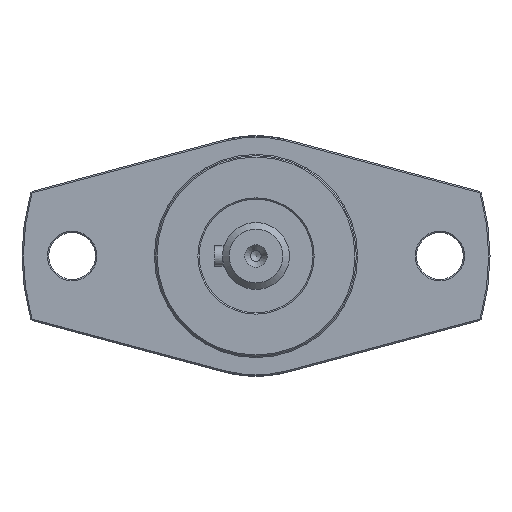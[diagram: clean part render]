
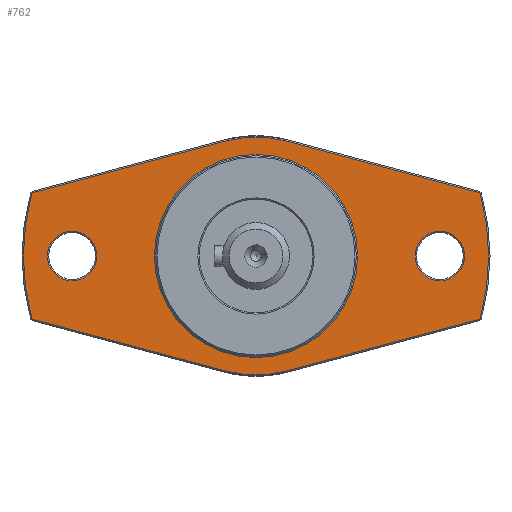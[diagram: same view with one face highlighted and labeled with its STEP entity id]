
A CAD part, left-side view. The second image highlights one B-rep face of the part: STEP entity #762.
In plain terms, the highlighted planar face has unit normal (-1, 0, 0).
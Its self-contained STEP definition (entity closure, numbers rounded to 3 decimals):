
#650=CARTESIAN_POINT('',(26.5,-27.5,3.7));
#651=VERTEX_POINT('',#650);
#652=CARTESIAN_POINT('',(26.5,-27.5,0.0));
#653=DIRECTION('',(-1.0,0.0,0.0));
#654=DIRECTION('',(0.0,0.0,-1.0));
#655=AXIS2_PLACEMENT_3D('',#652,#653,#654);
#656=CIRCLE('',#655,3.7);
#657=EDGE_CURVE('',#651,#651,#656,.T.);
#662=CARTESIAN_POINT('',(26.5,25.,0.0));
#663=DIRECTION('',(-1.0,0.0,0.0));
#664=DIRECTION('',(0.0,0.0,1.0));
#665=AXIS2_PLACEMENT_3D('',#662,#663,#664);
#666=PLANE('',#665);
#667=CARTESIAN_POINT('',(26.5,-4.607,17.193));
#668=VERTEX_POINT('',#667);
#669=CARTESIAN_POINT('',(26.5,-33.491,9.454));
#670=VERTEX_POINT('',#669);
#671=CARTESIAN_POINT('',(26.5,-4.607,17.193));
#672=DIRECTION('',(0.,-0.966,-0.259));
#673=VECTOR('',#672,29.903);
#674=LINE('',#671,#673);
#675=EDGE_CURVE('',#668,#670,#674,.T.);
#676=ORIENTED_EDGE('',*,*,#675,.F.);
#677=CARTESIAN_POINT('',(26.5,4.607,17.193));
#678=VERTEX_POINT('',#677);
#679=CARTESIAN_POINT('',(26.5,0.,0.0));
#680=DIRECTION('',(1.0,0.0,0.0));
#681=DIRECTION('',(0.0,1.0,0.0));
#682=AXIS2_PLACEMENT_3D('',#679,#680,#681);
#683=CIRCLE('',#682,17.8);
#684=EDGE_CURVE('',#678,#668,#683,.T.);
#685=ORIENTED_EDGE('',*,*,#684,.F.);
#686=CARTESIAN_POINT('',(26.5,33.491,9.454));
#687=VERTEX_POINT('',#686);
#688=CARTESIAN_POINT('',(26.5,33.491,9.454));
#689=DIRECTION('',(0.,-0.966,0.259));
#690=VECTOR('',#689,29.903);
#691=LINE('',#688,#690);
#692=EDGE_CURVE('',#687,#678,#691,.T.);
#693=ORIENTED_EDGE('',*,*,#692,.F.);
#694=CARTESIAN_POINT('',(26.5,33.491,-9.454));
#695=VERTEX_POINT('',#694);
#696=CARTESIAN_POINT('',(26.5,0.,0.0));
#697=DIRECTION('',(1.0,0.0,0.0));
#698=DIRECTION('',(0.0,1.0,0.0));
#699=AXIS2_PLACEMENT_3D('',#696,#697,#698);
#700=CIRCLE('',#699,34.8);
#701=EDGE_CURVE('',#695,#687,#700,.T.);
#702=ORIENTED_EDGE('',*,*,#701,.F.);
#703=CARTESIAN_POINT('',(26.5,4.607,-17.193));
#704=VERTEX_POINT('',#703);
#705=CARTESIAN_POINT('',(26.5,4.607,-17.193));
#706=DIRECTION('',(0.,0.966,0.259));
#707=VECTOR('',#706,29.903);
#708=LINE('',#705,#707);
#709=EDGE_CURVE('',#704,#695,#708,.T.);
#710=ORIENTED_EDGE('',*,*,#709,.F.);
#711=CARTESIAN_POINT('',(26.5,-4.607,-17.193));
#712=VERTEX_POINT('',#711);
#713=CARTESIAN_POINT('',(26.5,0.,0.0));
#714=DIRECTION('',(1.0,0.0,0.0));
#715=DIRECTION('',(0.0,1.0,0.0));
#716=AXIS2_PLACEMENT_3D('',#713,#714,#715);
#717=CIRCLE('',#716,17.8);
#718=EDGE_CURVE('',#712,#704,#717,.T.);
#719=ORIENTED_EDGE('',*,*,#718,.F.);
#720=CARTESIAN_POINT('',(26.5,-33.491,-9.454));
#721=VERTEX_POINT('',#720);
#722=CARTESIAN_POINT('',(26.5,-33.491,-9.454));
#723=DIRECTION('',(0.,0.966,-0.259));
#724=VECTOR('',#723,29.903);
#725=LINE('',#722,#724);
#726=EDGE_CURVE('',#721,#712,#725,.T.);
#727=ORIENTED_EDGE('',*,*,#726,.F.);
#728=CARTESIAN_POINT('',(26.5,0.,0.0));
#729=DIRECTION('',(1.0,0.0,0.0));
#730=DIRECTION('',(0.0,-1.0,0.0));
#731=AXIS2_PLACEMENT_3D('',#728,#729,#730);
#732=CIRCLE('',#731,34.8);
#733=EDGE_CURVE('',#670,#721,#732,.T.);
#734=ORIENTED_EDGE('',*,*,#733,.F.);
#735=EDGE_LOOP('',(#676,#685,#693,#702,#710,#719,#727,#734));
#736=FACE_OUTER_BOUND('',#735,.T.);
#737=CARTESIAN_POINT('',(26.5,27.5,3.7));
#738=VERTEX_POINT('',#737);
#739=CARTESIAN_POINT('',(26.5,27.5,0.0));
#740=DIRECTION('',(-1.0,0.0,0.0));
#741=DIRECTION('',(0.0,0.0,-1.0));
#742=AXIS2_PLACEMENT_3D('',#739,#740,#741);
#743=CIRCLE('',#742,3.7);
#744=EDGE_CURVE('',#738,#738,#743,.T.);
#745=ORIENTED_EDGE('',*,*,#744,.F.);
#746=EDGE_LOOP('',(#745));
#747=FACE_BOUND('',#746,.T.);
#748=CARTESIAN_POINT('',(26.5,15.2,0.));
#749=VERTEX_POINT('',#748);
#750=CARTESIAN_POINT('',(26.5,0.,0.0));
#751=DIRECTION('',(-1.0,0.0,0.0));
#752=DIRECTION('',(0.0,-1.0,0.0));
#753=AXIS2_PLACEMENT_3D('',#750,#751,#752);
#754=CIRCLE('',#753,15.2);
#755=EDGE_CURVE('',#749,#749,#754,.T.);
#756=ORIENTED_EDGE('',*,*,#755,.F.);
#757=EDGE_LOOP('',(#756));
#758=FACE_BOUND('',#757,.T.);
#759=ORIENTED_EDGE('',*,*,#657,.F.);
#760=EDGE_LOOP('',(#759));
#761=FACE_BOUND('',#760,.T.);
#762=ADVANCED_FACE('',(#736,#747,#758,#761),#666,.T.);
